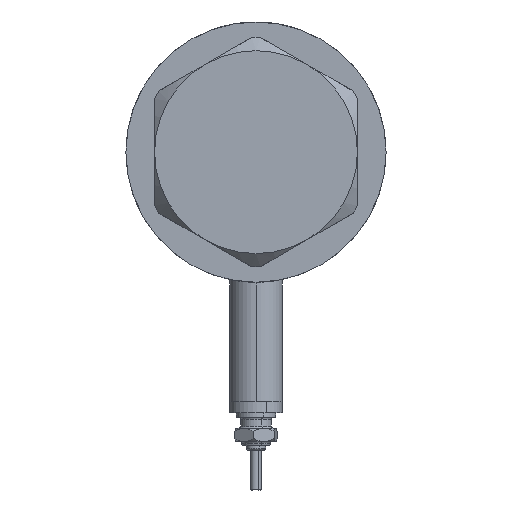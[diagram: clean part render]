
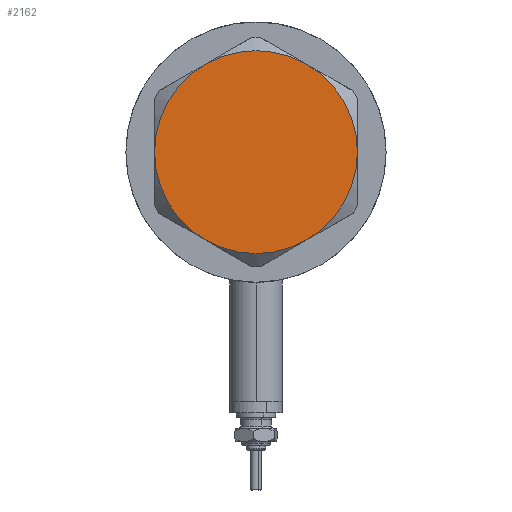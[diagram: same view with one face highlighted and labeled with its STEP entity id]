
A CAD part, left-side view. The second image highlights one B-rep face of the part: STEP entity #2162.
In plain terms, the highlighted face is planar.
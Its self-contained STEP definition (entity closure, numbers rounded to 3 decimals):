
#109 = DIRECTION ( 'NONE',  ( 0., 0., 1. ) ) ;
#161 = ORIENTED_EDGE ( 'NONE', *, *, #1955, .T. ) ;
#398 = CIRCLE ( 'NONE', #3189, 23. ) ;
#419 = EDGE_CURVE ( 'NONE', #1792, #5846, #2295, .T. ) ;
#642 = DIRECTION ( 'NONE',  ( 1., 0., 0. ) ) ;
#723 = CARTESIAN_POINT ( 'NONE',  ( 11.5, 19.919, 13. ) ) ;
#763 = CIRCLE ( 'NONE', #4487, 23. ) ;
#804 = ORIENTED_EDGE ( 'NONE', *, *, #4719, .T. ) ;
#947 = CARTESIAN_POINT ( 'NONE',  ( 0., 0., 13. ) ) ;
#1090 = ORIENTED_EDGE ( 'NONE', *, *, #3522, .T. ) ;
#1103 = CARTESIAN_POINT ( 'NONE',  ( 0., 0., 13. ) ) ;
#1119 = DIRECTION ( 'NONE',  ( 0., 0., 1. ) ) ;
#1198 = VERTEX_POINT ( 'NONE', #723 ) ;
#1287 = DIRECTION ( 'NONE',  ( 0., 0., 1. ) ) ;
#1460 = ORIENTED_EDGE ( 'NONE', *, *, #5026, .T. ) ;
#1522 = AXIS2_PLACEMENT_3D ( 'NONE', #4650, #109, #1937 ) ;
#1666 = DIRECTION ( 'NONE',  ( 1., 0., 0. ) ) ;
#1745 = CARTESIAN_POINT ( 'NONE',  ( 0., 0., 13. ) ) ;
#1760 = VERTEX_POINT ( 'NONE', #4062 ) ;
#1792 = VERTEX_POINT ( 'NONE', #4944 ) ;
#1823 = EDGE_CURVE ( 'NONE', #5846, #1198, #4871, .T. ) ;
#1937 = DIRECTION ( 'NONE',  ( 1., 0., 0. ) ) ;
#1955 = EDGE_CURVE ( 'NONE', #5917, #1792, #763, .T. ) ;
#2040 = DIRECTION ( 'NONE',  ( 1., 0., 0. ) ) ;
#2070 = CARTESIAN_POINT ( 'NONE',  ( -11.5, -19.919, 13. ) ) ;
#2162 = ADVANCED_FACE ( 'NONE', ( #3876 ), #2833, .T. ) ;
#2295 = CIRCLE ( 'NONE', #5078, 23. ) ;
#2299 = ORIENTED_EDGE ( 'NONE', *, *, #419, .T. ) ;
#2543 = DIRECTION ( 'NONE',  ( 0., 0., 1. ) ) ;
#2744 = EDGE_LOOP ( 'NONE', ( #2299, #5850, #1460, #1090, #804, #161 ) ) ;
#2769 = DIRECTION ( 'NONE',  ( 0., 0., 1. ) ) ;
#2833 = PLANE ( 'NONE',  #1522 ) ;
#3042 = DIRECTION ( 'NONE',  ( 0., 0., 1. ) ) ;
#3189 = AXIS2_PLACEMENT_3D ( 'NONE', #3622, #1287, #3987 ) ;
#3522 = EDGE_CURVE ( 'NONE', #5623, #1760, #5378, .T. ) ;
#3622 = CARTESIAN_POINT ( 'NONE',  ( 0., 0., 13. ) ) ;
#3876 = FACE_OUTER_BOUND ( 'NONE', #2744, .T. ) ;
#3987 = DIRECTION ( 'NONE',  ( 1., 0., 0. ) ) ;
#4005 = AXIS2_PLACEMENT_3D ( 'NONE', #5358, #3042, #1666 ) ;
#4062 = CARTESIAN_POINT ( 'NONE',  ( -23., 0., 13. ) ) ;
#4244 = DIRECTION ( 'NONE',  ( 1., 0., 0. ) ) ;
#4281 = CARTESIAN_POINT ( 'NONE',  ( 0., 0., 13. ) ) ;
#4322 = DIRECTION ( 'NONE',  ( 0., 0., 1. ) ) ;
#4487 = AXIS2_PLACEMENT_3D ( 'NONE', #1745, #1119, #4244 ) ;
#4509 = CARTESIAN_POINT ( 'NONE',  ( -11.5, 19.919, 13. ) ) ;
#4594 = DIRECTION ( 'NONE',  ( 1., 0., 0. ) ) ;
#4650 = CARTESIAN_POINT ( 'NONE',  ( 0., 0., 13. ) ) ;
#4680 = AXIS2_PLACEMENT_3D ( 'NONE', #4281, #2543, #2040 ) ;
#4719 = EDGE_CURVE ( 'NONE', #1760, #5917, #398, .T. ) ;
#4835 = CARTESIAN_POINT ( 'NONE',  ( 23., 0., 13. ) ) ;
#4871 = CIRCLE ( 'NONE', #4005, 23. ) ;
#4944 = CARTESIAN_POINT ( 'NONE',  ( 11.5, -19.919, 13. ) ) ;
#5026 = EDGE_CURVE ( 'NONE', #1198, #5623, #5292, .T. ) ;
#5078 = AXIS2_PLACEMENT_3D ( 'NONE', #1103, #4322, #642 ) ;
#5292 = CIRCLE ( 'NONE', #5770, 23. ) ;
#5358 = CARTESIAN_POINT ( 'NONE',  ( 0., 0., 13. ) ) ;
#5378 = CIRCLE ( 'NONE', #4680, 23. ) ;
#5623 = VERTEX_POINT ( 'NONE', #4509 ) ;
#5770 = AXIS2_PLACEMENT_3D ( 'NONE', #947, #2769, #4594 ) ;
#5846 = VERTEX_POINT ( 'NONE', #4835 ) ;
#5850 = ORIENTED_EDGE ( 'NONE', *, *, #1823, .T. ) ;
#5917 = VERTEX_POINT ( 'NONE', #2070 ) ;
